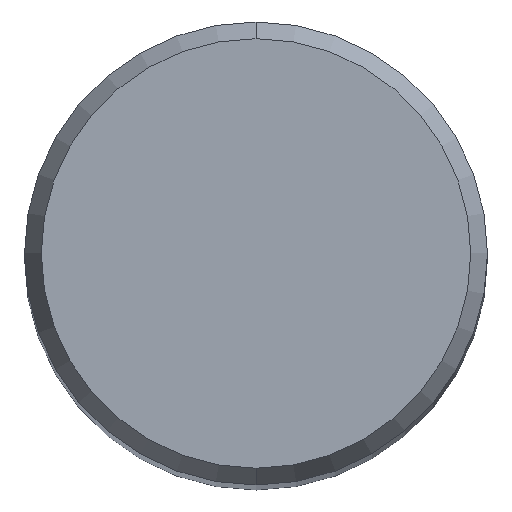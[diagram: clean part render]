
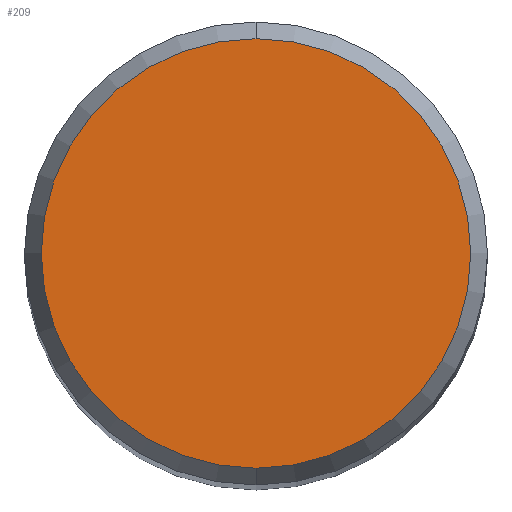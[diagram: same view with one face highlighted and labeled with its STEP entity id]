
A CAD part, top view. The second image highlights one B-rep face of the part: STEP entity #209.
In plain terms, the highlighted planar face has unit normal (0, 0, 1).
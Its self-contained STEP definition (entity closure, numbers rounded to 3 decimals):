
#117=VERTEX_POINT('',#270);
#159=EDGE_CURVE('',#171,#117,#316,.T.);
#171=VERTEX_POINT('',#329);
#185=EDGE_CURVE('',#117,#171,#344,.T.);
#209=ADVANCED_FACE('',(#373),#374,.T.);
#270=CARTESIAN_POINT('',(0.,-2.946,0.));
#316=CIRCLE('',#500,2.946);
#329=CARTESIAN_POINT('',(0.0,2.946,0.));
#344=CIRCLE('',#533,2.946);
#373=FACE_OUTER_BOUND('',#568,.T.);
#374=PLANE('',#569);
#500=AXIS2_PLACEMENT_3D('',#673,#674,#675);
#533=AXIS2_PLACEMENT_3D('',#702,#703,#704);
#568=EDGE_LOOP('',(#754,#755));
#569=AXIS2_PLACEMENT_3D('',#756,#757,#758);
#673=CARTESIAN_POINT('',(0.0,0.0,0.));
#674=DIRECTION('',(0.0,0.0,-1.0));
#675=DIRECTION('',(0.0,1.0,0.0));
#702=CARTESIAN_POINT('',(0.0,0.0,0.));
#703=DIRECTION('',(0.0,0.0,-1.0));
#704=DIRECTION('',(0.0,1.0,0.0));
#754=ORIENTED_EDGE('',*,*,#159,.F.);
#755=ORIENTED_EDGE('',*,*,#185,.F.);
#756=CARTESIAN_POINT('',(0.0,1.473,0.));
#757=DIRECTION('',(-0.0,0.0,1.0));
#758=DIRECTION('',(0.0,-1.0,0.0));
